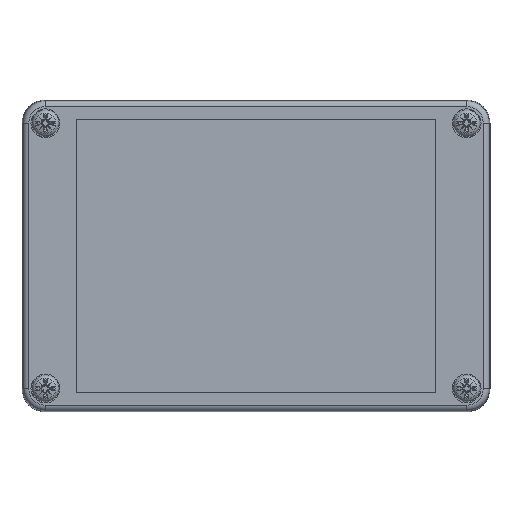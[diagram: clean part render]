
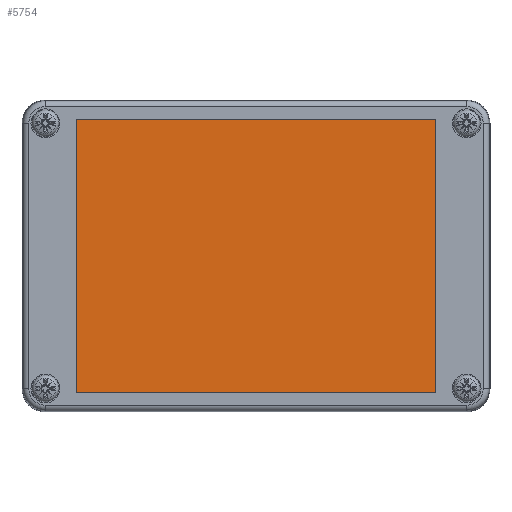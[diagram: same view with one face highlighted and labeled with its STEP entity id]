
A CAD part, top view. The second image highlights one B-rep face of the part: STEP entity #5754.
In plain terms, the highlighted face is planar.
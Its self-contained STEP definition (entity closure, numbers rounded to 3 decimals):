
#5624=CARTESIAN_POINT('',(46.1,35.05,-14.1));
#5625=VERTEX_POINT('',#5624);
#5626=CARTESIAN_POINT('',(46.1,-35.05,-14.1));
#5627=VERTEX_POINT('',#5626);
#5628=CARTESIAN_POINT('',(46.1,35.05,-14.1));
#5629=DIRECTION('',(0.0,-1.0,0.0));
#5630=VECTOR('',#5629,70.1);
#5631=LINE('',#5628,#5630);
#5632=EDGE_CURVE('',#5625,#5627,#5631,.T.);
#5664=CARTESIAN_POINT('',(-46.1,-35.05,-14.1));
#5665=VERTEX_POINT('',#5664);
#5666=CARTESIAN_POINT('',(46.1,-35.05,-14.1));
#5667=DIRECTION('',(-1.0,0.0,0.0));
#5668=VECTOR('',#5667,92.2);
#5669=LINE('',#5666,#5668);
#5670=EDGE_CURVE('',#5627,#5665,#5669,.T.);
#5695=CARTESIAN_POINT('',(-46.1,35.05,-14.1));
#5696=VERTEX_POINT('',#5695);
#5697=CARTESIAN_POINT('',(-46.1,-35.05,-14.1));
#5698=DIRECTION('',(0.0,1.0,0.0));
#5699=VECTOR('',#5698,70.1);
#5700=LINE('',#5697,#5699);
#5701=EDGE_CURVE('',#5665,#5696,#5700,.T.);
#5726=CARTESIAN_POINT('',(-46.1,35.05,-14.1));
#5727=DIRECTION('',(1.0,0.0,0.0));
#5728=VECTOR('',#5727,92.2);
#5729=LINE('',#5726,#5728);
#5730=EDGE_CURVE('',#5696,#5625,#5729,.T.);
#5743=CARTESIAN_POINT('',(0.,0.,-14.1));
#5744=DIRECTION('',(0.0,0.0,1.0));
#5745=DIRECTION('',(1.0,0.0,0.0));
#5746=AXIS2_PLACEMENT_3D('',#5743,#5744,#5745);
#5747=PLANE('',#5746);
#5748=ORIENTED_EDGE('',*,*,#5632,.T.);
#5749=ORIENTED_EDGE('',*,*,#5670,.T.);
#5750=ORIENTED_EDGE('',*,*,#5701,.T.);
#5751=ORIENTED_EDGE('',*,*,#5730,.T.);
#5752=EDGE_LOOP('',(#5748,#5749,#5750,#5751));
#5753=FACE_OUTER_BOUND('',#5752,.T.);
#5754=ADVANCED_FACE('',(#5753),#5747,.F.);
